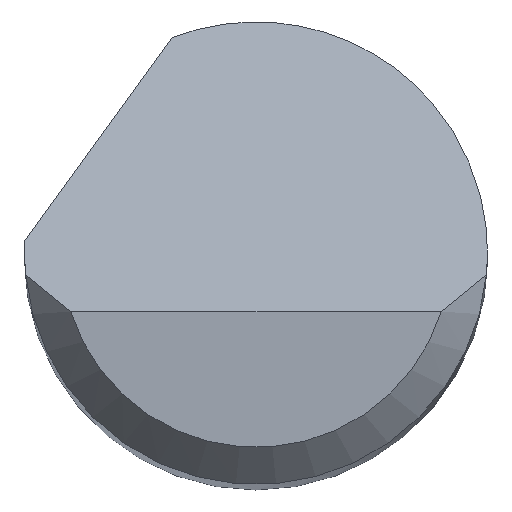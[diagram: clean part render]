
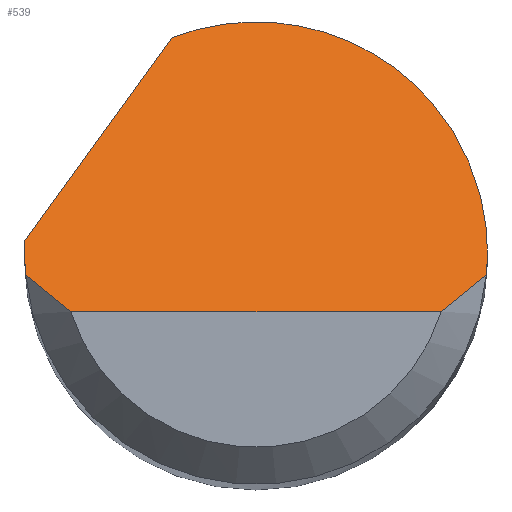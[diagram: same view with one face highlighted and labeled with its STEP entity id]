
A CAD part, top view. The second image highlights one B-rep face of the part: STEP entity #539.
In plain terms, the highlighted planar face has unit normal (0, 0.707, 0.707).
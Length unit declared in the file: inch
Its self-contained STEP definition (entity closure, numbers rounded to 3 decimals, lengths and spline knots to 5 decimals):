
#10 =( BOUNDED_CURVE ( )  B_SPLINE_CURVE ( 3, ( #20, #516, #711, #386 ),
 .UNSPECIFIED., .F., .F. ) 
 B_SPLINE_CURVE_WITH_KNOTS ( ( 4, 4 ),
 ( 1.5708, 1.66427 ),
 .UNSPECIFIED. ) 
 CURVE ( )  GEOMETRIC_REPRESENTATION_ITEM ( )  RATIONAL_B_SPLINE_CURVE ( ( 1., 0.999, 0.999, 1. ) ) 
 REPRESENTATION_ITEM ( '' )  );
#20 = CARTESIAN_POINT ( 'NONE',  ( 0.09375, 0., 1.47625 ) ) ;
#33 =( BOUNDED_CURVE ( )  B_SPLINE_CURVE ( 3, ( #529, #526, #538, #534 ),
 .UNSPECIFIED., .F., .F. ) 
 B_SPLINE_CURVE_WITH_KNOTS ( ( 4, 4 ),
 ( 5.91277, 7.85398 ),
 .UNSPECIFIED. ) 
 CURVE ( )  GEOMETRIC_REPRESENTATION_ITEM ( )  RATIONAL_B_SPLINE_CURVE ( ( 1., 0.71, 0.71, 1. ) ) 
 REPRESENTATION_ITEM ( '' )  );
#63 = CARTESIAN_POINT ( 'NONE',  ( -0.07508, -0.02375, 1.5 ) ) ;
#71 = EDGE_CURVE ( 'NONE', #560, #564, #423, .T. ) ;
#72 = CARTESIAN_POINT ( 'NONE',  ( -0.09375, 0., 1.47625 ) ) ;
#73 = ORIENTED_EDGE ( 'NONE', *, *, #457, .T. ) ;
#78 = CARTESIAN_POINT ( 'NONE',  ( 0.09334, -0.00875, 1.485 ) ) ;
#115 = VERTEX_POINT ( 'NONE', #141 ) ;
#118 = EDGE_CURVE ( 'NONE', #602, #511, #10, .T. ) ;
#122 = CARTESIAN_POINT ( 'NONE',  ( -0.09361, -0.00584, 1.48209 ) ) ;
#123 = CARTESIAN_POINT ( 'NONE',  ( 0.07508, -0.02375, 1.5 ) ) ;
#124 = AXIS2_PLACEMENT_3D ( 'NONE', #195, #333, #206 ) ;
#129 = ORIENTED_EDGE ( 'NONE', *, *, #622, .T. ) ;
#140 = CARTESIAN_POINT ( 'NONE',  ( 0., -0.02375, 1.5 ) ) ;
#141 = CARTESIAN_POINT ( 'NONE',  ( 0.07508, -0.02375, 1.5 ) ) ;
#152 = EDGE_CURVE ( 'NONE', #424, #560, #329, .T. ) ;
#175 = CARTESIAN_POINT ( 'NONE',  ( -0.09375, -0.00292, 1.47917 ) ) ;
#179 = ORIENTED_EDGE ( 'NONE', *, *, #152, .F. ) ;
#184 = DIRECTION ( 'NONE',  ( 0.456, 0.629, -0.629 ) ) ;
#195 = CARTESIAN_POINT ( 'NONE',  ( -0.09375, -0.02375, 1.5 ) ) ;
#206 = DIRECTION ( 'NONE',  ( 0., 0.707, -0.707 ) ) ;
#211 = CARTESIAN_POINT ( 'NONE',  ( -0.09362, 0.005, 1.47125 ) ) ;
#217 = CARTESIAN_POINT ( 'NONE',  ( -0.08761, -0.01397, 1.49022 ) ) ;
#250 =( BOUNDED_CURVE ( )  B_SPLINE_CURVE ( 3, ( #678, #122, #175, #603 ),
 .UNSPECIFIED., .F., .F. ) 
 B_SPLINE_CURVE_WITH_KNOTS ( ( 4, 4 ),
 ( 4.61892, 4.71239 ),
 .UNSPECIFIED. ) 
 CURVE ( )  GEOMETRIC_REPRESENTATION_ITEM ( )  RATIONAL_B_SPLINE_CURVE ( ( 1., 0.999, 0.999, 1. ) ) 
 REPRESENTATION_ITEM ( '' )  );
#258 = EDGE_CURVE ( 'NONE', #564, #602, #33, .T. ) ;
#270 = FACE_OUTER_BOUND ( 'NONE', #356, .T. ) ;
#273 = CARTESIAN_POINT ( 'NONE',  ( 0.09375, 0., 1.47625 ) ) ;
#300 = ORIENTED_EDGE ( 'NONE', *, *, #413, .T. ) ;
#311 = VERTEX_POINT ( 'NONE', #667 ) ;
#329 =( BOUNDED_CURVE ( )  B_SPLINE_CURVE ( 3, ( #637, #396, #446, #211 ),
 .UNSPECIFIED., .F., .F. ) 
 B_SPLINE_CURVE_WITH_KNOTS ( ( 4, 4 ),
 ( 4.71239, 4.76575 ),
 .UNSPECIFIED. ) 
 CURVE ( )  GEOMETRIC_REPRESENTATION_ITEM ( )  RATIONAL_B_SPLINE_CURVE ( ( 1., 1., 1., 1. ) ) 
 REPRESENTATION_ITEM ( '' )  );
#333 = DIRECTION ( 'NONE',  ( 0., -0.707, -0.707 ) ) ;
#349 = ORIENTED_EDGE ( 'NONE', *, *, #118, .F. ) ;
#356 = EDGE_LOOP ( 'NONE', ( #73, #300, #349, #608, #595, #179, #658, #129 ) ) ;
#364 = VECTOR ( 'NONE', #393, 39.37008 ) ;
#366 = CARTESIAN_POINT ( 'NONE',  ( 0.08157, -0.019, 1.49525 ) ) ;
#386 = CARTESIAN_POINT ( 'NONE',  ( 0.09334, -0.00875, 1.485 ) ) ;
#393 = DIRECTION ( 'NONE',  ( 1., 0., 0. ) ) ;
#394 = B_SPLINE_CURVE_WITH_KNOTS ( 'NONE', 3,
 ( #123, #366, #552, #557 ),
 .UNSPECIFIED., .F., .F.,
 ( 4, 4 ),
 ( 0., 0.00071 ),
 .UNSPECIFIED. ) ;
#396 = CARTESIAN_POINT ( 'NONE',  ( -0.09375, 0.00167, 1.47458 ) ) ;
#413 = EDGE_CURVE ( 'NONE', #115, #511, #394, .T. ) ;
#415 = CARTESIAN_POINT ( 'NONE',  ( -0.08157, -0.019, 1.49525 ) ) ;
#423 = LINE ( 'NONE', #676, #530 ) ;
#424 = VERTEX_POINT ( 'NONE', #72 ) ;
#446 = CARTESIAN_POINT ( 'NONE',  ( -0.09371, 0.00333, 1.47292 ) ) ;
#450 = B_SPLINE_CURVE_WITH_KNOTS ( 'NONE', 3,
 ( #720, #217, #415, #784 ),
 .UNSPECIFIED., .F., .F.,
 ( 4, 4 ),
 ( 0., 0.00071 ),
 .UNSPECIFIED. ) ;
#457 = EDGE_CURVE ( 'NONE', #680, #115, #566, .T. ) ;
#511 = VERTEX_POINT ( 'NONE', #78 ) ;
#515 = PLANE ( 'NONE',  #124 ) ;
#516 = CARTESIAN_POINT ( 'NONE',  ( 0.09375, -0.00292, 1.47917 ) ) ;
#526 = CARTESIAN_POINT ( 'NONE',  ( 0.03379, 0.11369, 1.36256 ) ) ;
#529 = CARTESIAN_POINT ( 'NONE',  ( -0.03394, 0.08739, 1.38886 ) ) ;
#530 = VECTOR ( 'NONE', #184, 39.37008 ) ;
#533 = CARTESIAN_POINT ( 'NONE',  ( -0.03394, 0.08739, 1.38886 ) ) ;
#534 = CARTESIAN_POINT ( 'NONE',  ( 0.09375, 0., 1.47625 ) ) ;
#538 = CARTESIAN_POINT ( 'NONE',  ( 0.09375, 0.07266, 1.40359 ) ) ;
#539 = ADVANCED_FACE ( 'NONE', ( #270 ), #515, .F. ) ;
#552 = CARTESIAN_POINT ( 'NONE',  ( 0.08761, -0.01397, 1.49022 ) ) ;
#557 = CARTESIAN_POINT ( 'NONE',  ( 0.09334, -0.00875, 1.485 ) ) ;
#560 = VERTEX_POINT ( 'NONE', #643 ) ;
#564 = VERTEX_POINT ( 'NONE', #533 ) ;
#566 = LINE ( 'NONE', #140, #364 ) ;
#595 = ORIENTED_EDGE ( 'NONE', *, *, #71, .F. ) ;
#602 = VERTEX_POINT ( 'NONE', #273 ) ;
#603 = CARTESIAN_POINT ( 'NONE',  ( -0.09375, 0., 1.47625 ) ) ;
#608 = ORIENTED_EDGE ( 'NONE', *, *, #258, .F. ) ;
#622 = EDGE_CURVE ( 'NONE', #311, #680, #450, .T. ) ;
#637 = CARTESIAN_POINT ( 'NONE',  ( -0.09375, 0., 1.47625 ) ) ;
#643 = CARTESIAN_POINT ( 'NONE',  ( -0.09362, 0.005, 1.47125 ) ) ;
#658 = ORIENTED_EDGE ( 'NONE', *, *, #686, .F. ) ;
#667 = CARTESIAN_POINT ( 'NONE',  ( -0.09334, -0.00875, 1.485 ) ) ;
#676 = CARTESIAN_POINT ( 'NONE',  ( -0.11014, -0.01781, 1.49406 ) ) ;
#678 = CARTESIAN_POINT ( 'NONE',  ( -0.09334, -0.00875, 1.485 ) ) ;
#680 = VERTEX_POINT ( 'NONE', #63 ) ;
#686 = EDGE_CURVE ( 'NONE', #311, #424, #250, .T. ) ;
#711 = CARTESIAN_POINT ( 'NONE',  ( 0.09361, -0.00584, 1.48209 ) ) ;
#720 = CARTESIAN_POINT ( 'NONE',  ( -0.09334, -0.00875, 1.485 ) ) ;
#784 = CARTESIAN_POINT ( 'NONE',  ( -0.07508, -0.02375, 1.5 ) ) ;
